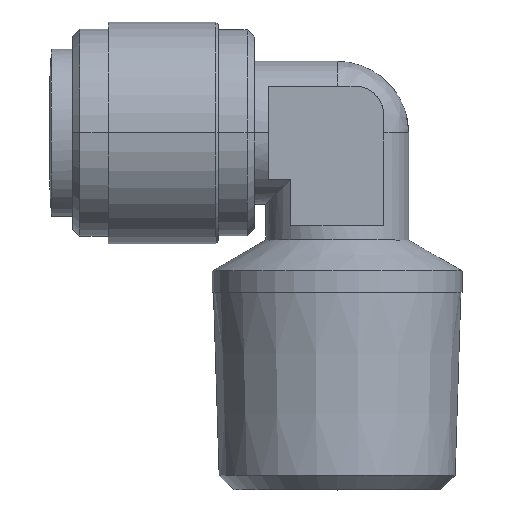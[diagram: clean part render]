
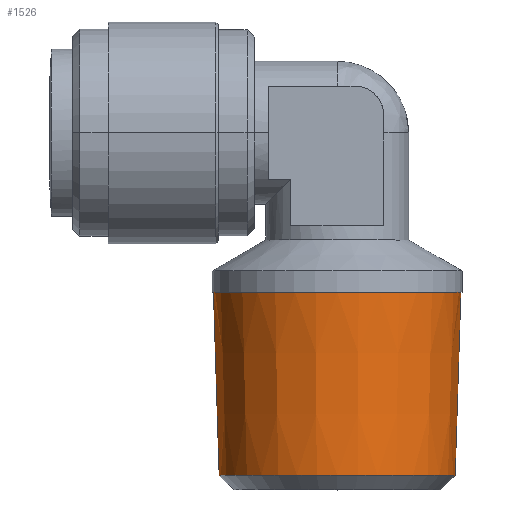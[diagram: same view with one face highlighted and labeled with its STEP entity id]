
A CAD part, top view. The second image highlights one B-rep face of the part: STEP entity #1526.
In plain terms, the highlighted conical face has half-angle 1.79 degrees and reference radius 8.65 mm.
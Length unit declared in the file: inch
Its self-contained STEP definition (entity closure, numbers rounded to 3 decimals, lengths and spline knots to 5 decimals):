
#25 = DIRECTION ( 'NONE',  ( 0., 1., 0. ) ) ;
#50 = LINE ( 'NONE', #1542, #1866 ) ;
#74 = CARTESIAN_POINT ( 'NONE',  ( -0.34055, 0.54331, 0. ) ) ;
#79 = CARTESIAN_POINT ( 'NONE',  ( 0.34055, 0.54331, 0. ) ) ;
#389 = VERTEX_POINT ( 'NONE', #1953 ) ;
#431 = AXIS2_PLACEMENT_3D ( 'NONE', #1282, #25, #1495 ) ;
#476 = CONICAL_SURFACE ( 'NONE', #886, 0.34055, 0.031 ) ;
#486 = VERTEX_POINT ( 'NONE', #1579 ) ;
#588 = VERTEX_POINT ( 'NONE', #2460 ) ;
#681 = CIRCLE ( 'NONE', #786, 0.34055 ) ;
#721 = EDGE_CURVE ( 'NONE', #588, #1945, #681, .T. ) ;
#786 = AXIS2_PLACEMENT_3D ( 'NONE', #1046, #2516, #1256 ) ;
#802 = CARTESIAN_POINT ( 'NONE',  ( 0., 0.54331, 0. ) ) ;
#809 = EDGE_CURVE ( 'NONE', #486, #389, #2223, .T. ) ;
#886 = AXIS2_PLACEMENT_3D ( 'NONE', #802, #2487, #2478 ) ;
#1037 = ORIENTED_EDGE ( 'NONE', *, *, #2179, .F. ) ;
#1046 = CARTESIAN_POINT ( 'NONE',  ( 0., 0.54331, 0. ) ) ;
#1086 = ORIENTED_EDGE ( 'NONE', *, *, #2274, .T. ) ;
#1182 = ORIENTED_EDGE ( 'NONE', *, *, #809, .T. ) ;
#1256 = DIRECTION ( 'NONE',  ( -1., 0., 0. ) ) ;
#1282 = CARTESIAN_POINT ( 'NONE',  ( 0., 0.03935, 0. ) ) ;
#1495 = DIRECTION ( 'NONE',  ( 1., 0., 0. ) ) ;
#1526 = ADVANCED_FACE ( 'NONE', ( #1728 ), #476, .T. ) ;
#1542 = CARTESIAN_POINT ( 'NONE',  ( -0.34055, 0.54331, 0. ) ) ;
#1579 = CARTESIAN_POINT ( 'NONE',  ( -0.3248, 0.03935, 0. ) ) ;
#1728 = FACE_OUTER_BOUND ( 'NONE', #2615, .T. ) ;
#1760 = DIRECTION ( 'NONE',  ( 0.031, 1., 0. ) ) ;
#1866 = VECTOR ( 'NONE', #1970, 39.37008 ) ;
#1945 = VERTEX_POINT ( 'NONE', #74 ) ;
#1953 = CARTESIAN_POINT ( 'NONE',  ( 0.3248, 0.03935, 0. ) ) ;
#1970 = DIRECTION ( 'NONE',  ( -0.031, 1., 0. ) ) ;
#2179 = EDGE_CURVE ( 'NONE', #486, #1945, #50, .T. ) ;
#2183 = ORIENTED_EDGE ( 'NONE', *, *, #721, .T. ) ;
#2223 = CIRCLE ( 'NONE', #431, 0.3248 ) ;
#2274 = EDGE_CURVE ( 'NONE', #389, #588, #2290, .T. ) ;
#2290 = LINE ( 'NONE', #79, #2725 ) ;
#2460 = CARTESIAN_POINT ( 'NONE',  ( 0.34055, 0.54331, 0. ) ) ;
#2478 = DIRECTION ( 'NONE',  ( -1., 0., 0. ) ) ;
#2487 = DIRECTION ( 'NONE',  ( 0., 1., 0. ) ) ;
#2516 = DIRECTION ( 'NONE',  ( 0., -1., 0. ) ) ;
#2615 = EDGE_LOOP ( 'NONE', ( #1182, #1086, #2183, #1037 ) ) ;
#2725 = VECTOR ( 'NONE', #1760, 39.37008 ) ;
